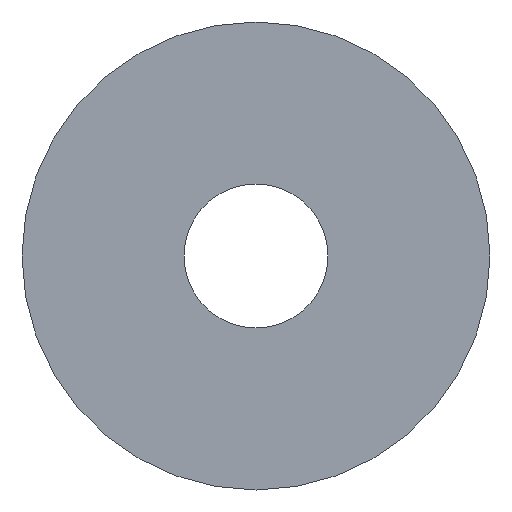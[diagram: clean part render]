
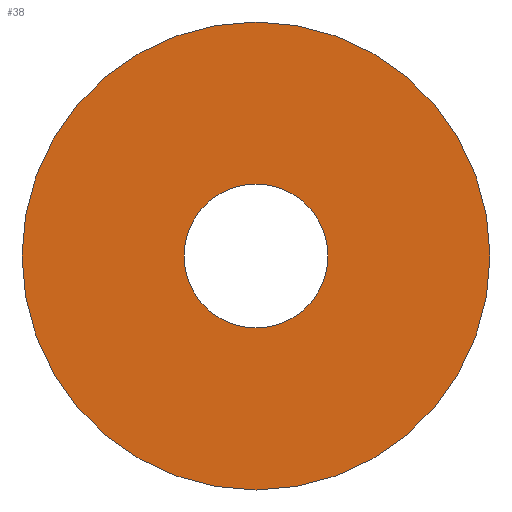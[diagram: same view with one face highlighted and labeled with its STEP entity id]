
A CAD part, front view. The second image highlights one B-rep face of the part: STEP entity #38.
In plain terms, the highlighted planar face has unit normal (0, -1, 0).
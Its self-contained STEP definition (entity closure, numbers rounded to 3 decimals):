
#5 = CARTESIAN_POINT ( 'NONE',  ( 83.5, 50.526, -37.318 ) ) ;
#8 = DIRECTION ( 'NONE',  ( -1., 0., 0. ) ) ;
#14 = VERTEX_POINT ( 'NONE', #49 ) ;
#22 = CIRCLE ( 'NONE', #168, 2. ) ;
#23 = ORIENTED_EDGE ( 'NONE', *, *, #294, .T. ) ;
#26 = PLANE ( 'NONE',  #270 ) ;
#28 = CIRCLE ( 'NONE', #251, 6.5 ) ;
#29 = DIRECTION ( 'NONE',  ( 0., 1., 0. ) ) ;
#38 = ADVANCED_FACE ( 'NONE', ( #274, #204 ), #26, .F. ) ;
#41 = CARTESIAN_POINT ( 'NONE',  ( 72.5, 50.526, -44.43 ) ) ;
#48 = ORIENTED_EDGE ( 'NONE', *, *, #355, .T. ) ;
#49 = CARTESIAN_POINT ( 'NONE',  ( 68., 50.526, -44.43 ) ) ;
#56 = DIRECTION ( 'NONE',  ( 0., 0., -1. ) ) ;
#82 = DIRECTION ( 'NONE',  ( 0., 1., 0. ) ) ;
#133 = DIRECTION ( 'NONE',  ( 0., -1., 0. ) ) ;
#137 = EDGE_LOOP ( 'NONE', ( #23, #303 ) ) ;
#150 = DIRECTION ( 'NONE',  ( 0., -1., 0. ) ) ;
#168 = AXIS2_PLACEMENT_3D ( 'NONE', #253, #82, #282 ) ;
#187 = CARTESIAN_POINT ( 'NONE',  ( 74.5, 50.526, -44.43 ) ) ;
#190 = AXIS2_PLACEMENT_3D ( 'NONE', #347, #150, #8 ) ;
#200 = AXIS2_PLACEMENT_3D ( 'NONE', #187, #29, #215 ) ;
#204 = FACE_BOUND ( 'NONE', #269, .T. ) ;
#215 = DIRECTION ( 'NONE',  ( 1., 0., 0. ) ) ;
#217 = ORIENTED_EDGE ( 'NONE', *, *, #313, .T. ) ;
#249 = CARTESIAN_POINT ( 'NONE',  ( 81., 50.526, -44.43 ) ) ;
#251 = AXIS2_PLACEMENT_3D ( 'NONE', #325, #133, #363 ) ;
#253 = CARTESIAN_POINT ( 'NONE',  ( 74.5, 50.526, -44.43 ) ) ;
#259 = CIRCLE ( 'NONE', #200, 2. ) ;
#263 = CARTESIAN_POINT ( 'NONE',  ( 76.5, 50.526, -44.43 ) ) ;
#269 = EDGE_LOOP ( 'NONE', ( #217, #48 ) ) ;
#270 = AXIS2_PLACEMENT_3D ( 'NONE', #5, #368, #56 ) ;
#274 = FACE_OUTER_BOUND ( 'NONE', #137, .T. ) ;
#282 = DIRECTION ( 'NONE',  ( -1., 0., 0. ) ) ;
#293 = VERTEX_POINT ( 'NONE', #41 ) ;
#294 = EDGE_CURVE ( 'NONE', #336, #14, #28, .T. ) ;
#296 = VERTEX_POINT ( 'NONE', #263 ) ;
#303 = ORIENTED_EDGE ( 'NONE', *, *, #317, .T. ) ;
#313 = EDGE_CURVE ( 'NONE', #296, #293, #259, .T. ) ;
#317 = EDGE_CURVE ( 'NONE', #14, #336, #356, .T. ) ;
#325 = CARTESIAN_POINT ( 'NONE',  ( 74.5, 50.526, -44.43 ) ) ;
#336 = VERTEX_POINT ( 'NONE', #249 ) ;
#347 = CARTESIAN_POINT ( 'NONE',  ( 74.5, 50.526, -44.43 ) ) ;
#355 = EDGE_CURVE ( 'NONE', #293, #296, #22, .T. ) ;
#356 = CIRCLE ( 'NONE', #190, 6.5 ) ;
#363 = DIRECTION ( 'NONE',  ( 1., 0., 0. ) ) ;
#368 = DIRECTION ( 'NONE',  ( 0., 1., 0. ) ) ;
